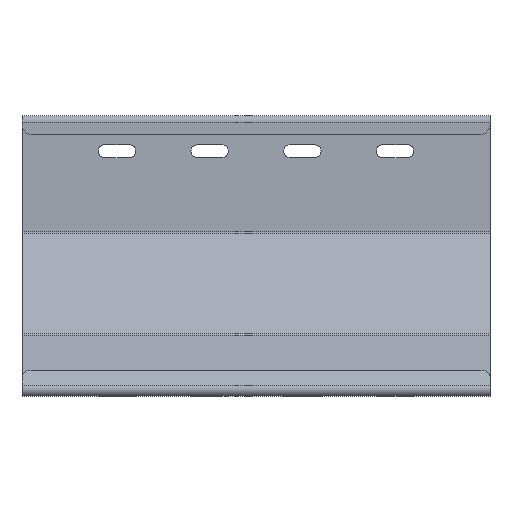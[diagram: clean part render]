
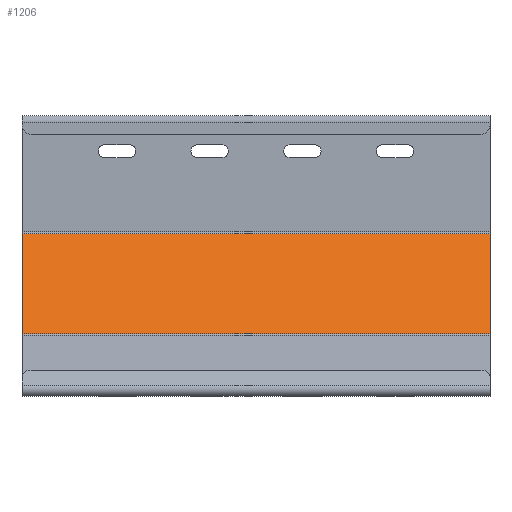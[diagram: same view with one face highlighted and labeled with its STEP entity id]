
A CAD part, front view. The second image highlights one B-rep face of the part: STEP entity #1206.
In plain terms, the highlighted planar face has unit normal (0, -0.866, 0.5).
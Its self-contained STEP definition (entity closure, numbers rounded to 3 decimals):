
#17 = DIRECTION ( 'NONE',  ( -1., 0., 0. ) ) ;
#105 = PLANE ( 'NONE',  #1073 ) ;
#107 = CARTESIAN_POINT ( 'NONE',  ( 250., -32.674, -116.594 ) ) ;
#114 = ORIENTED_EDGE ( 'NONE', *, *, #1970, .T. ) ;
#234 = EDGE_CURVE ( 'NONE', #856, #1287, #1068, .T. ) ;
#253 = CARTESIAN_POINT ( 'NONE',  ( 250., -1.299, -62.25 ) ) ;
#282 = DIRECTION ( 'NONE',  ( -1., 0., 0. ) ) ;
#318 = DIRECTION ( 'NONE',  ( 0., 0.866, -0.5 ) ) ;
#329 = FACE_OUTER_BOUND ( 'NONE', #1087, .T. ) ;
#335 = CARTESIAN_POINT ( 'NONE',  ( 0., -1.299, -62.25 ) ) ;
#369 = CARTESIAN_POINT ( 'NONE',  ( 0., -1.768, -63.062 ) ) ;
#464 = ORIENTED_EDGE ( 'NONE', *, *, #2365, .F. ) ;
#486 = CARTESIAN_POINT ( 'NONE',  ( 250., -1.768, -63.062 ) ) ;
#688 = LINE ( 'NONE', #486, #952 ) ;
#764 = DIRECTION ( 'NONE',  ( 0., -0.5, -0.866 ) ) ;
#856 = VERTEX_POINT ( 'NONE', #107 ) ;
#952 = VECTOR ( 'NONE', #282, 1000. ) ;
#971 = LINE ( 'NONE', #253, #1824 ) ;
#1068 = LINE ( 'NONE', #2273, #1157 ) ;
#1073 = AXIS2_PLACEMENT_3D ( 'NONE', #1740, #318, #1164 ) ;
#1087 = EDGE_LOOP ( 'NONE', ( #1535, #2148, #464, #114 ) ) ;
#1157 = VECTOR ( 'NONE', #17, 1000. ) ;
#1164 = DIRECTION ( 'NONE',  ( 0., 0.5, 0.866 ) ) ;
#1206 = ADVANCED_FACE ( 'NONE', ( #329 ), #105, .F. ) ;
#1287 = VERTEX_POINT ( 'NONE', #1965 ) ;
#1294 = VERTEX_POINT ( 'NONE', #2401 ) ;
#1350 = VERTEX_POINT ( 'NONE', #369 ) ;
#1530 = DIRECTION ( 'NONE',  ( 0., -0.5, -0.866 ) ) ;
#1535 = ORIENTED_EDGE ( 'NONE', *, *, #2501, .T. ) ;
#1740 = CARTESIAN_POINT ( 'NONE',  ( 250., -1.299, -62.25 ) ) ;
#1824 = VECTOR ( 'NONE', #1530, 1000. ) ;
#1965 = CARTESIAN_POINT ( 'NONE',  ( 0., -32.674, -116.594 ) ) ;
#1970 = EDGE_CURVE ( 'NONE', #1294, #1350, #688, .T. ) ;
#2148 = ORIENTED_EDGE ( 'NONE', *, *, #234, .F. ) ;
#2273 = CARTESIAN_POINT ( 'NONE',  ( 250., -32.674, -116.594 ) ) ;
#2365 = EDGE_CURVE ( 'NONE', #1294, #856, #971, .T. ) ;
#2401 = CARTESIAN_POINT ( 'NONE',  ( 250., -1.768, -63.062 ) ) ;
#2501 = EDGE_CURVE ( 'NONE', #1350, #1287, #2602, .T. ) ;
#2511 = VECTOR ( 'NONE', #764, 1000. ) ;
#2602 = LINE ( 'NONE', #335, #2511 ) ;
